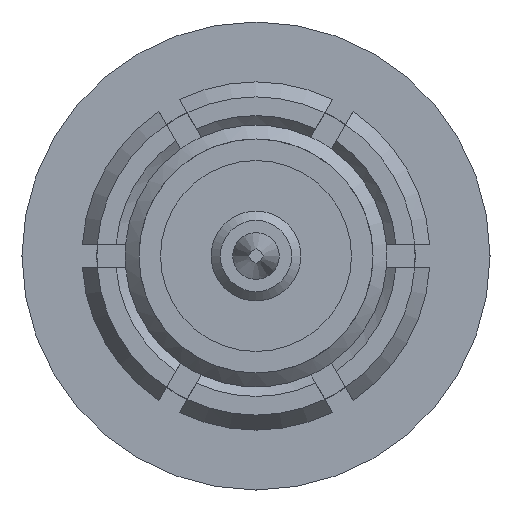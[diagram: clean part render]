
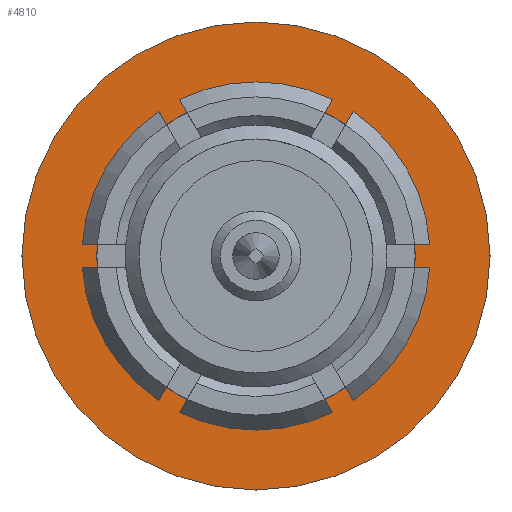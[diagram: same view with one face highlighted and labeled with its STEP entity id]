
A CAD part, front view. The second image highlights one B-rep face of the part: STEP entity #4810.
In plain terms, the highlighted planar face has unit normal (0, -1, 0).
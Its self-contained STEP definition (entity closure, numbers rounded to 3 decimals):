
#1107=ORIENTED_EDGE('',*,*,#1796,.F.);
#1108=ORIENTED_EDGE('',*,*,#1797,.F.);
#1796=EDGE_CURVE('',#2198,#2198,#2468,.T.);
#1797=EDGE_CURVE('',#2199,#2199,#2469,.F.);
#2198=VERTEX_POINT('',#7057);
#2199=VERTEX_POINT('',#7060);
#2468=CIRCLE('',#5154,2.5);
#2469=CIRCLE('',#5156,1.7);
#2735=EDGE_LOOP('',(#1107));
#2736=EDGE_LOOP('',(#1108));
#3015=FACE_BOUND('',#2735,.T.);
#3016=FACE_BOUND('',#2736,.T.);
#3159=PLANE('',#5155);
#4810=ADVANCED_FACE('',(#3015,#3016),#3159,.F.);
#5154=AXIS2_PLACEMENT_3D('',#7056,#5917,#5918);
#5155=AXIS2_PLACEMENT_3D('',#7058,#5919,#5920);
#5156=AXIS2_PLACEMENT_3D('',#7059,#5921,#5922);
#5917=DIRECTION('',(0.,1.,0.));
#5918=DIRECTION('',(1.,0.,0.));
#5919=DIRECTION('',(0.,1.,0.));
#5920=DIRECTION('',(0.,0.,1.));
#5921=DIRECTION('',(0.,1.,0.));
#5922=DIRECTION('',(0.,0.,1.));
#7056=CARTESIAN_POINT('',(0.,-72.,0.));
#7057=CARTESIAN_POINT('',(2.5,-72.,0.));
#7058=CARTESIAN_POINT('',(0.,-72.,0.));
#7059=CARTESIAN_POINT('',(0.,-72.,0.));
#7060=CARTESIAN_POINT('',(0.,-72.,1.7));
